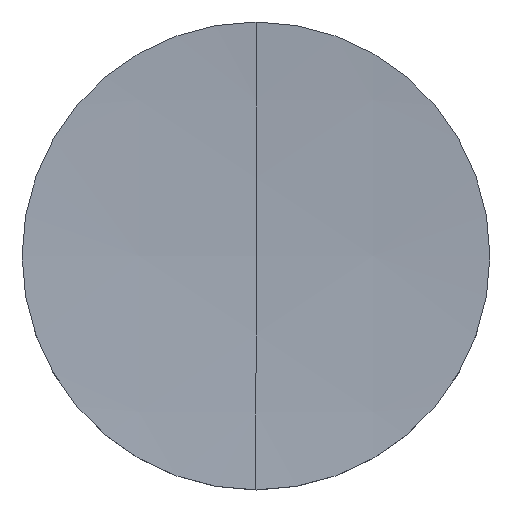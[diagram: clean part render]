
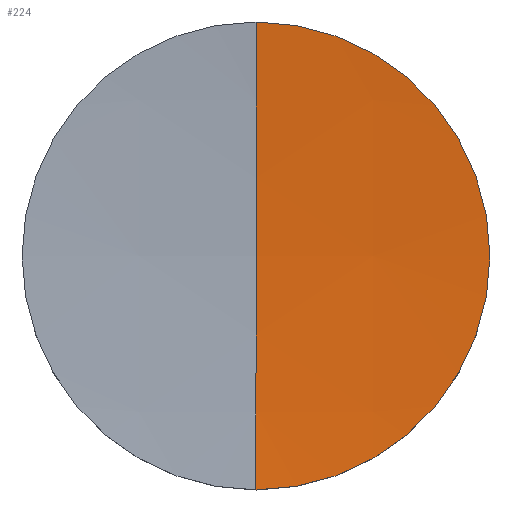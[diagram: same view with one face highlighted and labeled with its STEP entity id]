
A CAD part, top view. The second image highlights one B-rep face of the part: STEP entity #224.
In plain terms, the highlighted spherical face has radius 179.726 mm.
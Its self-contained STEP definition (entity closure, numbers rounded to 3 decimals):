
#1 = CARTESIAN_POINT ( 'NONE',  ( 0., 0., 181.726 ) ) ;
#2 = AXIS2_PLACEMENT_3D ( 'NONE', #1, #30, #21 ) ;
#3 = CIRCLE ( 'NONE', #2, 179.726 ) ;
#21 = DIRECTION ( 'NONE',  ( 0., -1., 0. ) ) ;
#30 = DIRECTION ( 'NONE',  ( -1., 0., 0. ) ) ;
#69 = CARTESIAN_POINT ( 'NONE',  ( 0., -12.7, 2.449 ) ) ;
#72 = DIRECTION ( 'NONE',  ( 0., -1., 0. ) ) ;
#73 = DIRECTION ( 'NONE',  ( 0., 0., 1. ) ) ;
#74 = CARTESIAN_POINT ( 'NONE',  ( 0., 0., 2.449 ) ) ;
#75 = AXIS2_PLACEMENT_3D ( 'NONE', #74, #73, #72 ) ;
#76 = CIRCLE ( 'NONE', #75, 12.7 ) ;
#77 = CARTESIAN_POINT ( 'NONE',  ( 0., 12.7, 2.449 ) ) ;
#136 = DIRECTION ( 'NONE',  ( 0., 0., -1. ) ) ;
#137 = DIRECTION ( 'NONE',  ( 1., 0., 0. ) ) ;
#138 = CARTESIAN_POINT ( 'NONE',  ( 0., 0., 181.726 ) ) ;
#139 = AXIS2_PLACEMENT_3D ( 'NONE', #138, #137, #136 ) ;
#140 = CIRCLE ( 'NONE', #139, 179.726 ) ;
#141 = DIRECTION ( 'NONE',  ( 0., 1., 0. ) ) ;
#142 = DIRECTION ( 'NONE',  ( -1., 0., 0. ) ) ;
#143 = AXIS2_PLACEMENT_3D ( 'NONE', #150, #142, #141 ) ;
#144 = SPHERICAL_SURFACE ( 'NONE', #143, 179.726 ) ;
#150 = CARTESIAN_POINT ( 'NONE',  ( 0., 0., 181.726 ) ) ;
#154 = FACE_OUTER_BOUND ( 'NONE', #225, .T. ) ;
#177 = VERTEX_POINT ( 'NONE', #200 ) ;
#178 = ORIENTED_EDGE ( 'NONE', *, *, #190, .T. ) ;
#190 = EDGE_CURVE ( 'NONE', #177, #214, #3, .T. ) ;
#191 = ORIENTED_EDGE ( 'NONE', *, *, #213, .T. ) ;
#200 = CARTESIAN_POINT ( 'NONE',  ( 0., 0., 2. ) ) ;
#211 = VERTEX_POINT ( 'NONE', #77 ) ;
#213 = EDGE_CURVE ( 'NONE', #214, #211, #76, .T. ) ;
#214 = VERTEX_POINT ( 'NONE', #69 ) ;
#224 = ADVANCED_FACE ( 'NONE', ( #154 ), #144, .F. ) ;
#225 = EDGE_LOOP ( 'NONE', ( #226, #178, #191 ) ) ;
#226 = ORIENTED_EDGE ( 'NONE', *, *, #227, .F. ) ;
#227 = EDGE_CURVE ( 'NONE', #177, #211, #140, .T. ) ;
